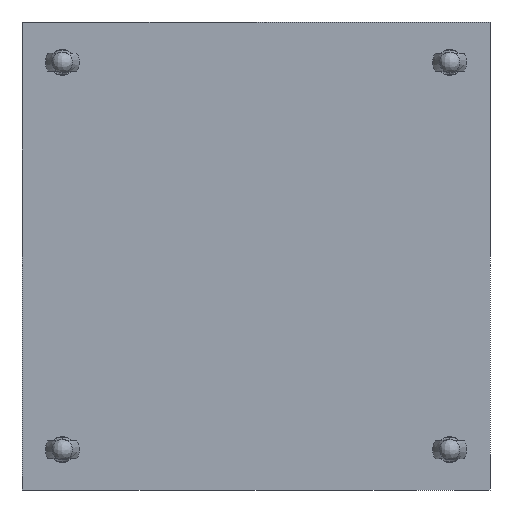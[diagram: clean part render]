
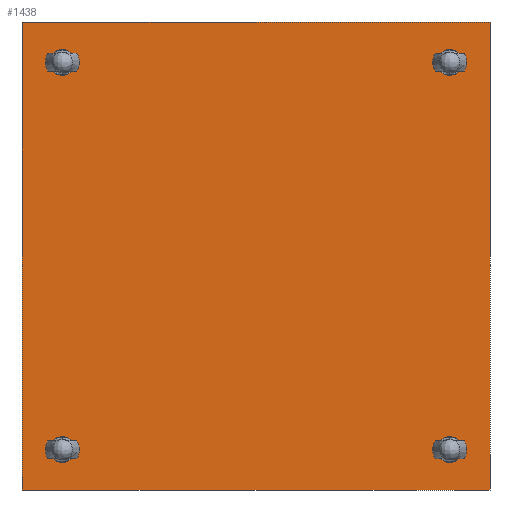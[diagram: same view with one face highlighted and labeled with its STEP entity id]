
A CAD part, front view. The second image highlights one B-rep face of the part: STEP entity #1438.
In plain terms, the highlighted planar face has unit normal (0, -1, 0).
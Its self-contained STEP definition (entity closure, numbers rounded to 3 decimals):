
#140 = AXIS2_PLACEMENT_3D ( 'NONE', #1762, #4073, #9263 ) ;
#264 = ORIENTED_EDGE ( 'NONE', *, *, #8635, .T. ) ;
#350 = EDGE_LOOP ( 'NONE', ( #9450, #8535 ) ) ;
#394 = CARTESIAN_POINT ( 'NONE',  ( 29., 0., -29. ) ) ;
#623 = DIRECTION ( 'NONE',  ( 0., 0., 1. ) ) ;
#839 = LINE ( 'NONE', #7626, #3380 ) ;
#977 = EDGE_CURVE ( 'NONE', #4884, #2155, #3809, .T. ) ;
#1055 = CIRCLE ( 'NONE', #5637, 1.6 ) ;
#1070 = CIRCLE ( 'NONE', #7481, 1.6 ) ;
#1400 = VECTOR ( 'NONE', #5764, 1000. ) ;
#1438 = ADVANCED_FACE ( 'NONE', ( #4037, #7989, #2045, #4732, #3459 ), #1734, .F. ) ;
#1452 = VERTEX_POINT ( 'NONE', #6890 ) ;
#1471 = DIRECTION ( 'NONE',  ( 0., 0., 1. ) ) ;
#1588 = DIRECTION ( 'NONE',  ( 0., 1., 0. ) ) ;
#1641 = VECTOR ( 'NONE', #9486, 1000. ) ;
#1734 = PLANE ( 'NONE',  #7145 ) ;
#1762 = CARTESIAN_POINT ( 'NONE',  ( -24., 0., 24. ) ) ;
#1819 = EDGE_CURVE ( 'NONE', #3943, #5179, #1055, .T. ) ;
#1849 = VECTOR ( 'NONE', #4274, 1000. ) ;
#2045 = FACE_BOUND ( 'NONE', #5418, .T. ) ;
#2074 = DIRECTION ( 'NONE',  ( 0., 0., 1. ) ) ;
#2127 = AXIS2_PLACEMENT_3D ( 'NONE', #4123, #9325, #4856 ) ;
#2155 = VERTEX_POINT ( 'NONE', #5008 ) ;
#2177 = CARTESIAN_POINT ( 'NONE',  ( 24., 0., 24. ) ) ;
#2337 = CIRCLE ( 'NONE', #4600, 1.6 ) ;
#2418 = EDGE_LOOP ( 'NONE', ( #8065, #264 ) ) ;
#2467 = CIRCLE ( 'NONE', #140, 1.6 ) ;
#2789 = CIRCLE ( 'NONE', #6013, 1.6 ) ;
#3142 = VERTEX_POINT ( 'NONE', #394 ) ;
#3377 = LINE ( 'NONE', #9456, #1400 ) ;
#3380 = VECTOR ( 'NONE', #5405, 1000. ) ;
#3423 = AXIS2_PLACEMENT_3D ( 'NONE', #5022, #8702, #2074 ) ;
#3447 = CARTESIAN_POINT ( 'NONE',  ( -29., 0., 29. ) ) ;
#3459 = FACE_OUTER_BOUND ( 'NONE', #8585, .T. ) ;
#3551 = ORIENTED_EDGE ( 'NONE', *, *, #8057, .F. ) ;
#3617 = CARTESIAN_POINT ( 'NONE',  ( 24., 0., 22.4 ) ) ;
#3809 = CIRCLE ( 'NONE', #2127, 1.6 ) ;
#3943 = VERTEX_POINT ( 'NONE', #8221 ) ;
#4009 = CARTESIAN_POINT ( 'NONE',  ( -29., 0., 29. ) ) ;
#4035 = EDGE_CURVE ( 'NONE', #7903, #8451, #2789, .T. ) ;
#4037 = FACE_BOUND ( 'NONE', #8764, .T. ) ;
#4073 = DIRECTION ( 'NONE',  ( 0., 1., 0. ) ) ;
#4123 = CARTESIAN_POINT ( 'NONE',  ( 24., 0., -24. ) ) ;
#4131 = EDGE_CURVE ( 'NONE', #2155, #4884, #2337, .T. ) ;
#4132 = ORIENTED_EDGE ( 'NONE', *, *, #6645, .T. ) ;
#4250 = DIRECTION ( 'NONE',  ( 0., 0., 1. ) ) ;
#4270 = ORIENTED_EDGE ( 'NONE', *, *, #977, .T. ) ;
#4274 = DIRECTION ( 'NONE',  ( 1., 0., 0. ) ) ;
#4433 = VERTEX_POINT ( 'NONE', #3617 ) ;
#4600 = AXIS2_PLACEMENT_3D ( 'NONE', #9286, #4831, #623 ) ;
#4732 = FACE_BOUND ( 'NONE', #350, .T. ) ;
#4748 = DIRECTION ( 'NONE',  ( 0., 1., 0. ) ) ;
#4831 = DIRECTION ( 'NONE',  ( 0., 1., 0. ) ) ;
#4856 = DIRECTION ( 'NONE',  ( 0., 0., 1. ) ) ;
#4884 = VERTEX_POINT ( 'NONE', #8521 ) ;
#5008 = CARTESIAN_POINT ( 'NONE',  ( 24., 0., -25.6 ) ) ;
#5022 = CARTESIAN_POINT ( 'NONE',  ( -24., 0., -24. ) ) ;
#5179 = VERTEX_POINT ( 'NONE', #8322 ) ;
#5215 = LINE ( 'NONE', #9522, #1849 ) ;
#5373 = CARTESIAN_POINT ( 'NONE',  ( -24., 0., 25.6 ) ) ;
#5405 = DIRECTION ( 'NONE',  ( 1., 0., 0. ) ) ;
#5418 = EDGE_LOOP ( 'NONE', ( #4270, #9014 ) ) ;
#5419 = DIRECTION ( 'NONE',  ( 0., 0., 1. ) ) ;
#5498 = DIRECTION ( 'NONE',  ( 0., 0., 1. ) ) ;
#5637 = AXIS2_PLACEMENT_3D ( 'NONE', #8776, #8804, #4250 ) ;
#5764 = DIRECTION ( 'NONE',  ( 0., 0., -1. ) ) ;
#5895 = AXIS2_PLACEMENT_3D ( 'NONE', #6976, #4748, #5498 ) ;
#5949 = EDGE_CURVE ( 'NONE', #8451, #7903, #2467, .T. ) ;
#6013 = AXIS2_PLACEMENT_3D ( 'NONE', #6024, #1588, #5419 ) ;
#6024 = CARTESIAN_POINT ( 'NONE',  ( -24., 0., 24. ) ) ;
#6116 = CARTESIAN_POINT ( 'NONE',  ( -24., 0., 22.4 ) ) ;
#6164 = CIRCLE ( 'NONE', #5895, 1.6 ) ;
#6203 = DIRECTION ( 'NONE',  ( -1., 0., 0. ) ) ;
#6258 = EDGE_CURVE ( 'NONE', #5179, #3943, #8845, .T. ) ;
#6418 = VERTEX_POINT ( 'NONE', #8258 ) ;
#6627 = EDGE_CURVE ( 'NONE', #1452, #3142, #3377, .T. ) ;
#6645 = EDGE_CURVE ( 'NONE', #9143, #7353, #9085, .T. ) ;
#6890 = CARTESIAN_POINT ( 'NONE',  ( 29., 0., 29. ) ) ;
#6976 = CARTESIAN_POINT ( 'NONE',  ( 24., 0., 24. ) ) ;
#7145 = AXIS2_PLACEMENT_3D ( 'NONE', #9179, #7732, #6203 ) ;
#7245 = ORIENTED_EDGE ( 'NONE', *, *, #5949, .T. ) ;
#7353 = VERTEX_POINT ( 'NONE', #8990 ) ;
#7390 = DIRECTION ( 'NONE',  ( 0., 1., 0. ) ) ;
#7481 = AXIS2_PLACEMENT_3D ( 'NONE', #2177, #7390, #1471 ) ;
#7626 = CARTESIAN_POINT ( 'NONE',  ( -29., 0., -29. ) ) ;
#7732 = DIRECTION ( 'NONE',  ( 0., 1., 0. ) ) ;
#7768 = EDGE_CURVE ( 'NONE', #6418, #4433, #1070, .T. ) ;
#7849 = EDGE_CURVE ( 'NONE', #7353, #3142, #839, .T. ) ;
#7890 = ORIENTED_EDGE ( 'NONE', *, *, #4035, .T. ) ;
#7903 = VERTEX_POINT ( 'NONE', #6116 ) ;
#7958 = ORIENTED_EDGE ( 'NONE', *, *, #7849, .T. ) ;
#7989 = FACE_BOUND ( 'NONE', #2418, .T. ) ;
#8057 = EDGE_CURVE ( 'NONE', #9143, #1452, #5215, .T. ) ;
#8065 = ORIENTED_EDGE ( 'NONE', *, *, #7768, .T. ) ;
#8221 = CARTESIAN_POINT ( 'NONE',  ( -24., 0., -22.4 ) ) ;
#8258 = CARTESIAN_POINT ( 'NONE',  ( 24., 0., 25.6 ) ) ;
#8322 = CARTESIAN_POINT ( 'NONE',  ( -24., 0., -25.6 ) ) ;
#8451 = VERTEX_POINT ( 'NONE', #5373 ) ;
#8517 = ORIENTED_EDGE ( 'NONE', *, *, #6627, .F. ) ;
#8521 = CARTESIAN_POINT ( 'NONE',  ( 24., 0., -22.4 ) ) ;
#8535 = ORIENTED_EDGE ( 'NONE', *, *, #6258, .T. ) ;
#8585 = EDGE_LOOP ( 'NONE', ( #7958, #8517, #3551, #4132 ) ) ;
#8635 = EDGE_CURVE ( 'NONE', #4433, #6418, #6164, .T. ) ;
#8702 = DIRECTION ( 'NONE',  ( 0., 1., 0. ) ) ;
#8764 = EDGE_LOOP ( 'NONE', ( #7245, #7890 ) ) ;
#8776 = CARTESIAN_POINT ( 'NONE',  ( -24., 0., -24. ) ) ;
#8804 = DIRECTION ( 'NONE',  ( 0., 1., 0. ) ) ;
#8845 = CIRCLE ( 'NONE', #3423, 1.6 ) ;
#8990 = CARTESIAN_POINT ( 'NONE',  ( -29., 0., -29. ) ) ;
#9014 = ORIENTED_EDGE ( 'NONE', *, *, #4131, .T. ) ;
#9085 = LINE ( 'NONE', #3447, #1641 ) ;
#9143 = VERTEX_POINT ( 'NONE', #4009 ) ;
#9179 = CARTESIAN_POINT ( 'NONE',  ( -29., 0., 29. ) ) ;
#9263 = DIRECTION ( 'NONE',  ( 0., 0., 1. ) ) ;
#9286 = CARTESIAN_POINT ( 'NONE',  ( 24., 0., -24. ) ) ;
#9325 = DIRECTION ( 'NONE',  ( 0., 1., 0. ) ) ;
#9450 = ORIENTED_EDGE ( 'NONE', *, *, #1819, .T. ) ;
#9456 = CARTESIAN_POINT ( 'NONE',  ( 29., 0., 29. ) ) ;
#9486 = DIRECTION ( 'NONE',  ( 0., 0., -1. ) ) ;
#9522 = CARTESIAN_POINT ( 'NONE',  ( -29., 0., 29. ) ) ;
